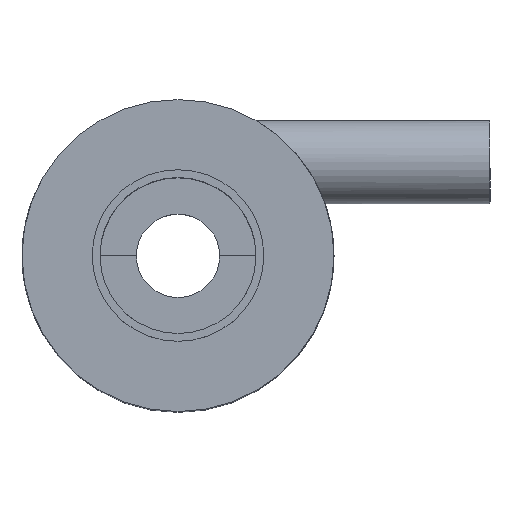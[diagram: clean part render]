
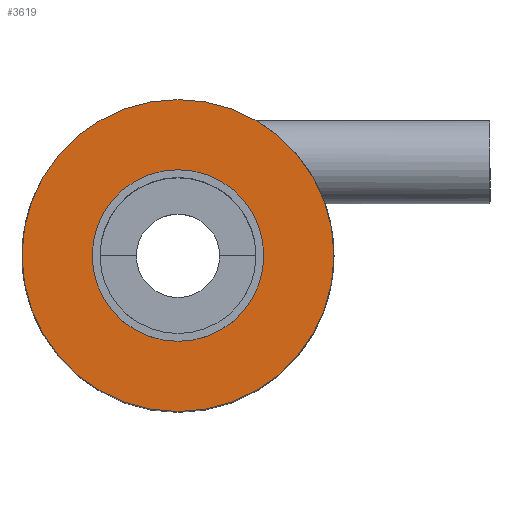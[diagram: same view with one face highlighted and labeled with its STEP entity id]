
A CAD part, top view. The second image highlights one B-rep face of the part: STEP entity #3619.
In plain terms, the highlighted planar face has unit normal (0, 0, 1).
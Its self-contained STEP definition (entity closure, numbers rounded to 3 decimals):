
#1803 = CYLINDRICAL_SURFACE('',#1804,15.);
#1804 = AXIS2_PLACEMENT_3D('',#1805,#1806,#1807);
#1805 = CARTESIAN_POINT('',(0.,0.,-25.)
  );
#1806 = DIRECTION('',(0.,0.,1.));
#1807 = DIRECTION('',(0.,1.,0.));
#1876 = VERTEX_POINT('',#1877);
#1877 = CARTESIAN_POINT('',(0.,15.,23.));
#1898 = EDGE_CURVE('',#1876,#1876,#1899,.T.);
#1899 = SURFACE_CURVE('',#1900,(#1905,#1912),.PCURVE_S1.);
#1900 = CIRCLE('',#1901,15.);
#1901 = AXIS2_PLACEMENT_3D('',#1902,#1903,#1904);
#1902 = CARTESIAN_POINT('',(0.,0.,23.)
  );
#1903 = DIRECTION('',(0.,0.,-1.));
#1904 = DIRECTION('',(0.,1.,0.));
#1905 = PCURVE('',#1803,#1906);
#1906 = DEFINITIONAL_REPRESENTATION('',(#1907),#1911);
#1907 = LINE('',#1908,#1909);
#1908 = CARTESIAN_POINT('',(-0.,48.));
#1909 = VECTOR('',#1910,1.);
#1910 = DIRECTION('',(-1.,0.));
#1911 = ( GEOMETRIC_REPRESENTATION_CONTEXT(2) 
PARAMETRIC_REPRESENTATION_CONTEXT() REPRESENTATION_CONTEXT('2D SPACE',''
  ) );
#1912 = PCURVE('',#1913,#1918);
#1913 = PLANE('',#1914);
#1914 = AXIS2_PLACEMENT_3D('',#1915,#1916,#1917);
#1915 = CARTESIAN_POINT('',(0.,0.,23.)
  );
#1916 = DIRECTION('',(0.,0.,1.));
#1917 = DIRECTION('',(0.,-1.,0.));
#1918 = DEFINITIONAL_REPRESENTATION('',(#1919),#1927);
#1919 = ( BOUNDED_CURVE() B_SPLINE_CURVE(2,(#1920,#1921,#1922,#1923,
#1924,#1925,#1926),.UNSPECIFIED.,.T.,.F.) B_SPLINE_CURVE_WITH_KNOTS((1,2
    ,2,2,2,1),(-2.094,0.,2.094,4.189,
6.283,8.378),.UNSPECIFIED.) CURVE() 
GEOMETRIC_REPRESENTATION_ITEM() RATIONAL_B_SPLINE_CURVE((1.,0.5,1.,0.5,
1.,0.5,1.)) REPRESENTATION_ITEM('') );
#1920 = CARTESIAN_POINT('',(-15.,0.));
#1921 = CARTESIAN_POINT('',(-15.,25.981));
#1922 = CARTESIAN_POINT('',(7.5,12.99));
#1923 = CARTESIAN_POINT('',(30.,0.));
#1924 = CARTESIAN_POINT('',(7.5,-12.99));
#1925 = CARTESIAN_POINT('',(-15.,-25.981));
#1926 = CARTESIAN_POINT('',(-15.,0.));
#1927 = ( GEOMETRIC_REPRESENTATION_CONTEXT(2) 
PARAMETRIC_REPRESENTATION_CONTEXT() REPRESENTATION_CONTEXT('2D SPACE',''
  ) );
#3619 = ADVANCED_FACE('',(#3620,#3623),#1913,.T.);
#3620 = FACE_BOUND('',#3621,.F.);
#3621 = EDGE_LOOP('',(#3622));
#3622 = ORIENTED_EDGE('',*,*,#1898,.T.);
#3623 = FACE_BOUND('',#3624,.F.);
#3624 = EDGE_LOOP('',(#3625));
#3625 = ORIENTED_EDGE('',*,*,#3626,.F.);
#3626 = EDGE_CURVE('',#3627,#3627,#3629,.T.);
#3627 = VERTEX_POINT('',#3628);
#3628 = CARTESIAN_POINT('',(0.,8.25,23.));
#3629 = SURFACE_CURVE('',#3630,(#3635,#3646),.PCURVE_S1.);
#3630 = CIRCLE('',#3631,8.25);
#3631 = AXIS2_PLACEMENT_3D('',#3632,#3633,#3634);
#3632 = CARTESIAN_POINT('',(0.,0.,23.)
  );
#3633 = DIRECTION('',(0.,0.,-1.));
#3634 = DIRECTION('',(0.,1.,0.));
#3635 = PCURVE('',#1913,#3636);
#3636 = DEFINITIONAL_REPRESENTATION('',(#3637),#3645);
#3637 = ( BOUNDED_CURVE() B_SPLINE_CURVE(2,(#3638,#3639,#3640,#3641,
#3642,#3643,#3644),.UNSPECIFIED.,.T.,.F.) B_SPLINE_CURVE_WITH_KNOTS((1,2
    ,2,2,2,1),(-2.094,0.,2.094,4.189,
6.283,8.378),.UNSPECIFIED.) CURVE() 
GEOMETRIC_REPRESENTATION_ITEM() RATIONAL_B_SPLINE_CURVE((1.,0.5,1.,0.5,
1.,0.5,1.)) REPRESENTATION_ITEM('') );
#3638 = CARTESIAN_POINT('',(-8.25,0.));
#3639 = CARTESIAN_POINT('',(-8.25,14.289));
#3640 = CARTESIAN_POINT('',(4.125,7.145));
#3641 = CARTESIAN_POINT('',(16.5,0.));
#3642 = CARTESIAN_POINT('',(4.125,-7.145));
#3643 = CARTESIAN_POINT('',(-8.25,-14.289));
#3644 = CARTESIAN_POINT('',(-8.25,0.));
#3645 = ( GEOMETRIC_REPRESENTATION_CONTEXT(2) 
PARAMETRIC_REPRESENTATION_CONTEXT() REPRESENTATION_CONTEXT('2D SPACE',''
  ) );
#3646 = PCURVE('',#3647,#3652);
#3647 = CYLINDRICAL_SURFACE('',#3648,8.25);
#3648 = AXIS2_PLACEMENT_3D('',#3649,#3650,#3651);
#3649 = CARTESIAN_POINT('',(0.,0.,23.)
  );
#3650 = DIRECTION('',(0.,0.,1.));
#3651 = DIRECTION('',(0.,1.,0.));
#3652 = DEFINITIONAL_REPRESENTATION('',(#3653),#3657);
#3653 = LINE('',#3654,#3655);
#3654 = CARTESIAN_POINT('',(-0.,0.));
#3655 = VECTOR('',#3656,1.);
#3656 = DIRECTION('',(-1.,0.));
#3657 = ( GEOMETRIC_REPRESENTATION_CONTEXT(2) 
PARAMETRIC_REPRESENTATION_CONTEXT() REPRESENTATION_CONTEXT('2D SPACE',''
  ) );
